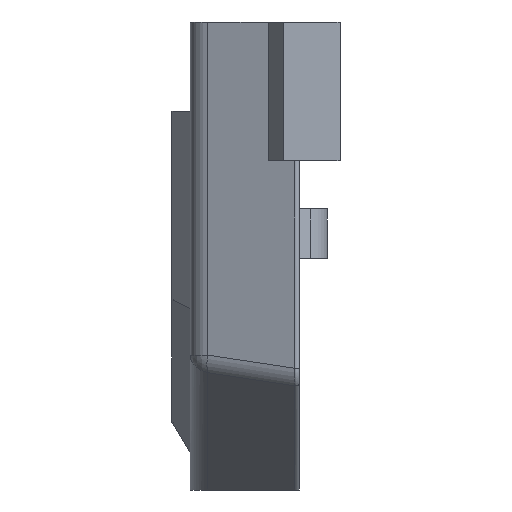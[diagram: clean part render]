
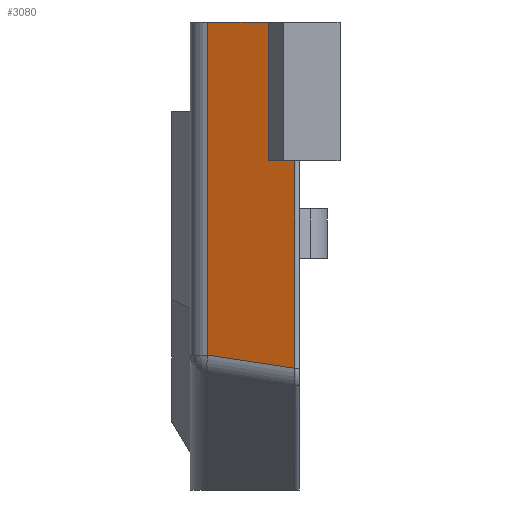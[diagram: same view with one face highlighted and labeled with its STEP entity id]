
A CAD part, left-side view. The second image highlights one B-rep face of the part: STEP entity #3080.
In plain terms, the highlighted planar face has unit normal (-0.94, 0.342, 0).
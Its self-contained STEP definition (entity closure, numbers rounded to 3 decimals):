
#111 = PLANE('',#112);
#112 = AXIS2_PLACEMENT_3D('',#113,#114,#115);
#113 = CARTESIAN_POINT('',(-6.983,24.499,
    0.));
#114 = DIRECTION('',(0.,0.,1.));
#115 = DIRECTION('',(0.,1.,0.));
#2649 = PLANE('',#2650);
#2650 = AXIS2_PLACEMENT_3D('',#2651,#2652,#2653);
#2651 = CARTESIAN_POINT('',(-87.512,10.259,0.));
#2652 = DIRECTION('',(-0.559,0.829,0.));
#2653 = DIRECTION('',(-0.829,-0.559,0.));
#2677 = PLANE('',#2678);
#2678 = AXIS2_PLACEMENT_3D('',#2679,#2680,#2681);
#2679 = CARTESIAN_POINT('',(-91.972,-1.155,-42.));
#2680 = DIRECTION('',(0.,0.,1.));
#2681 = DIRECTION('',(1.,0.,0.));
#2742 = VERTEX_POINT('',#2743);
#2743 = CARTESIAN_POINT('',(-88.09,9.869,
    0.));
#2764 = EDGE_CURVE('',#2765,#2742,#2767,.T.);
#2765 = VERTEX_POINT('',#2766);
#2766 = CARTESIAN_POINT('',(-88.09,9.869,-42.));
#2767 = SURFACE_CURVE('',#2768,(#2772,#2778),.PCURVE_S1.);
#2768 = LINE('',#2769,#2770);
#2769 = CARTESIAN_POINT('',(-88.09,9.869,
    0.));
#2770 = VECTOR('',#2771,1.);
#2771 = DIRECTION('',(0.,0.,1.));
#2772 = PCURVE('',#2649,#2773);
#2773 = DEFINITIONAL_REPRESENTATION('',(#2774),#2777);
#2774 = B_SPLINE_CURVE_WITH_KNOTS('',1,(#2775,#2776),.UNSPECIFIED.,.F.,
  .F.,(2,2),(-46.2,4.2),.PIECEWISE_BEZIER_KNOTS.);
#2775 = CARTESIAN_POINT('',(0.697,-46.2));
#2776 = CARTESIAN_POINT('',(0.697,4.2));
#2777 = ( GEOMETRIC_REPRESENTATION_CONTEXT(2) 
PARAMETRIC_REPRESENTATION_CONTEXT() REPRESENTATION_CONTEXT('2D SPACE',''
  ) );
#2778 = PCURVE('',#2779,#2784);
#2779 = PLANE('',#2780);
#2780 = AXIS2_PLACEMENT_3D('',#2781,#2782,#2783);
#2781 = CARTESIAN_POINT('',(-91.5,0.5,0.));
#2782 = DIRECTION('',(-0.94,0.342,0.)
  );
#2783 = DIRECTION('',(0.,0.,-1.));
#2784 = DEFINITIONAL_REPRESENTATION('',(#2785),#2788);
#2785 = B_SPLINE_CURVE_WITH_KNOTS('',1,(#2786,#2787),.UNSPECIFIED.,.F.,
  .F.,(2,2),(-46.2,4.2),.PIECEWISE_BEZIER_KNOTS.);
#2786 = CARTESIAN_POINT('',(46.2,-9.971));
#2787 = CARTESIAN_POINT('',(-4.2,-9.971));
#2788 = ( GEOMETRIC_REPRESENTATION_CONTEXT(2) 
PARAMETRIC_REPRESENTATION_CONTEXT() REPRESENTATION_CONTEXT('2D SPACE',''
  ) );
#2891 = EDGE_CURVE('',#2765,#2892,#2894,.T.);
#2892 = VERTEX_POINT('',#2893);
#2893 = CARTESIAN_POINT('',(-91.012,1.842,-42.));
#2894 = SURFACE_CURVE('',#2895,(#2899,#2905),.PCURVE_S1.);
#2895 = LINE('',#2896,#2897);
#2896 = CARTESIAN_POINT('',(-91.794,-0.307,-42.));
#2897 = VECTOR('',#2898,1.);
#2898 = DIRECTION('',(-0.342,-0.94,0.));
#2899 = PCURVE('',#2677,#2900);
#2900 = DEFINITIONAL_REPRESENTATION('',(#2901),#2904);
#2901 = B_SPLINE_CURVE_WITH_KNOTS('',1,(#2902,#2903),.UNSPECIFIED.,.F.,
  .F.,(2,2),(-13.591,0.522),.PIECEWISE_BEZIER_KNOTS.);
#2902 = CARTESIAN_POINT('',(4.827,13.62));
#2903 = CARTESIAN_POINT('',(0.,0.358));
#2904 = ( GEOMETRIC_REPRESENTATION_CONTEXT(2) 
PARAMETRIC_REPRESENTATION_CONTEXT() REPRESENTATION_CONTEXT('2D SPACE',''
  ) );
#2905 = PCURVE('',#2779,#2906);
#2906 = DEFINITIONAL_REPRESENTATION('',(#2907),#2910);
#2907 = B_SPLINE_CURVE_WITH_KNOTS('',1,(#2908,#2909),.UNSPECIFIED.,.F.,
  .F.,(2,2),(-13.591,0.522),.PIECEWISE_BEZIER_KNOTS.);
#2908 = CARTESIAN_POINT('',(42.,-12.733));
#2909 = CARTESIAN_POINT('',(42.,1.381));
#2910 = ( GEOMETRIC_REPRESENTATION_CONTEXT(2) 
PARAMETRIC_REPRESENTATION_CONTEXT() REPRESENTATION_CONTEXT('2D SPACE',''
  ) );
#3069 = CYLINDRICAL_SURFACE('',#3070,1.);
#3070 = AXIS2_PLACEMENT_3D('',#3071,#3072,#3073);
#3071 = CARTESIAN_POINT('',(-90.072,1.5,0.));
#3072 = DIRECTION('',(0.,0.,-1.));
#3073 = DIRECTION('',(0.,-1.,0.));
#3080 = ADVANCED_FACE('',(#3081),#2779,.T.);
#3081 = FACE_BOUND('',#3082,.T.);
#3082 = EDGE_LOOP('',(#3083,#3084,#3107,#3135,#3163,#3184));
#3083 = ORIENTED_EDGE('',*,*,#2764,.T.);
#3084 = ORIENTED_EDGE('',*,*,#3085,.T.);
#3085 = EDGE_CURVE('',#2742,#3086,#3088,.T.);
#3086 = VERTEX_POINT('',#3087);
#3087 = CARTESIAN_POINT('',(-81.405,28.236,
    0.));
#3088 = SURFACE_CURVE('',#3089,(#3093,#3100),.PCURVE_S1.);
#3089 = LINE('',#3090,#3091);
#3090 = CARTESIAN_POINT('',(-86.148,15.204,
    0.));
#3091 = VECTOR('',#3092,1.);
#3092 = DIRECTION('',(0.342,0.94,0.)
  );
#3093 = PCURVE('',#2779,#3094);
#3094 = DEFINITIONAL_REPRESENTATION('',(#3095),#3099);
#3095 = LINE('',#3096,#3097);
#3096 = CARTESIAN_POINT('',(0.,-15.647));
#3097 = VECTOR('',#3098,1.);
#3098 = DIRECTION('',(0.,-1.));
#3099 = ( GEOMETRIC_REPRESENTATION_CONTEXT(2) 
PARAMETRIC_REPRESENTATION_CONTEXT() REPRESENTATION_CONTEXT('2D SPACE',''
  ) );
#3100 = PCURVE('',#111,#3101);
#3101 = DEFINITIONAL_REPRESENTATION('',(#3102),#3106);
#3102 = LINE('',#3103,#3104);
#3103 = CARTESIAN_POINT('',(-9.295,79.165));
#3104 = VECTOR('',#3105,1.);
#3105 = DIRECTION('',(0.94,-0.342));
#3106 = ( GEOMETRIC_REPRESENTATION_CONTEXT(2) 
PARAMETRIC_REPRESENTATION_CONTEXT() REPRESENTATION_CONTEXT('2D SPACE',''
  ) );
#3107 = ORIENTED_EDGE('',*,*,#3108,.T.);
#3108 = EDGE_CURVE('',#3086,#3109,#3111,.T.);
#3109 = VERTEX_POINT('',#3110);
#3110 = CARTESIAN_POINT('',(-81.405,28.236,
    -100.705));
#3111 = SURFACE_CURVE('',#3112,(#3116,#3123),.PCURVE_S1.);
#3112 = LINE('',#3113,#3114);
#3113 = CARTESIAN_POINT('',(-81.405,28.236,
    0.));
#3114 = VECTOR('',#3115,1.);
#3115 = DIRECTION('',(0.,0.,-1.));
#3116 = PCURVE('',#2779,#3117);
#3117 = DEFINITIONAL_REPRESENTATION('',(#3118),#3122);
#3118 = LINE('',#3119,#3120);
#3119 = CARTESIAN_POINT('',(0.,-29.516));
#3120 = VECTOR('',#3121,1.);
#3121 = DIRECTION('',(1.,0.));
#3122 = ( GEOMETRIC_REPRESENTATION_CONTEXT(2) 
PARAMETRIC_REPRESENTATION_CONTEXT() REPRESENTATION_CONTEXT('2D SPACE',''
  ) );
#3123 = PCURVE('',#3124,#3129);
#3124 = CYLINDRICAL_SURFACE('',#3125,8.);
#3125 = AXIS2_PLACEMENT_3D('',#3126,#3127,#3128);
#3126 = CARTESIAN_POINT('',(-73.887,25.5,0.));
#3127 = DIRECTION('',(0.,0.,-1.));
#3128 = DIRECTION('',(-0.94,0.342,0.)
  );
#3129 = DEFINITIONAL_REPRESENTATION('',(#3130),#3134);
#3130 = LINE('',#3131,#3132);
#3131 = CARTESIAN_POINT('',(0.,0.));
#3132 = VECTOR('',#3133,1.);
#3133 = DIRECTION('',(0.,1.));
#3134 = ( GEOMETRIC_REPRESENTATION_CONTEXT(2) 
PARAMETRIC_REPRESENTATION_CONTEXT() REPRESENTATION_CONTEXT('2D SPACE',''
  ) );
#3135 = ORIENTED_EDGE('',*,*,#3136,.F.);
#3136 = EDGE_CURVE('',#3137,#3109,#3139,.T.);
#3137 = VERTEX_POINT('',#3138);
#3138 = CARTESIAN_POINT('',(-91.012,1.842,
    -104.684));
#3139 = SURFACE_CURVE('',#3140,(#3144,#3151),.PCURVE_S1.);
#3140 = LINE('',#3141,#3142);
#3141 = CARTESIAN_POINT('',(-91.648,0.094,
    -104.947));
#3142 = VECTOR('',#3143,1.);
#3143 = DIRECTION('',(0.339,0.93,0.14));
#3144 = PCURVE('',#2779,#3145);
#3145 = DEFINITIONAL_REPRESENTATION('',(#3146),#3150);
#3146 = LINE('',#3147,#3148);
#3147 = CARTESIAN_POINT('',(104.947,0.432));
#3148 = VECTOR('',#3149,1.);
#3149 = DIRECTION('',(-0.14,-0.99));
#3150 = ( GEOMETRIC_REPRESENTATION_CONTEXT(2) 
PARAMETRIC_REPRESENTATION_CONTEXT() REPRESENTATION_CONTEXT('2D SPACE',''
  ) );
#3151 = PCURVE('',#3152,#3157);
#3152 = CYLINDRICAL_SURFACE('',#3153,8.);
#3153 = AXIS2_PLACEMENT_3D('',#3154,#3155,#3156);
#3154 = CARTESIAN_POINT('',(-84.13,-2.643,
    -104.947));
#3155 = DIRECTION('',(0.339,0.93,0.14));
#3156 = DIRECTION('',(-0.94,0.342,0.)
  );
#3157 = DEFINITIONAL_REPRESENTATION('',(#3158),#3162);
#3158 = LINE('',#3159,#3160);
#3159 = CARTESIAN_POINT('',(-0.,0.));
#3160 = VECTOR('',#3161,1.);
#3161 = DIRECTION('',(-0.,1.));
#3162 = ( GEOMETRIC_REPRESENTATION_CONTEXT(2) 
PARAMETRIC_REPRESENTATION_CONTEXT() REPRESENTATION_CONTEXT('2D SPACE',''
  ) );
#3163 = ORIENTED_EDGE('',*,*,#3164,.F.);
#3164 = EDGE_CURVE('',#2892,#3137,#3165,.T.);
#3165 = SURFACE_CURVE('',#3166,(#3170,#3177),.PCURVE_S1.);
#3166 = LINE('',#3167,#3168);
#3167 = CARTESIAN_POINT('',(-91.012,1.842,
    0.));
#3168 = VECTOR('',#3169,1.);
#3169 = DIRECTION('',(0.,0.,-1.));
#3170 = PCURVE('',#2779,#3171);
#3171 = DEFINITIONAL_REPRESENTATION('',(#3172),#3176);
#3172 = LINE('',#3173,#3174);
#3173 = CARTESIAN_POINT('',(0.,-1.428));
#3174 = VECTOR('',#3175,1.);
#3175 = DIRECTION('',(1.,0.));
#3176 = ( GEOMETRIC_REPRESENTATION_CONTEXT(2) 
PARAMETRIC_REPRESENTATION_CONTEXT() REPRESENTATION_CONTEXT('2D SPACE',''
  ) );
#3177 = PCURVE('',#3069,#3178);
#3178 = DEFINITIONAL_REPRESENTATION('',(#3179),#3183);
#3179 = LINE('',#3180,#3181);
#3180 = CARTESIAN_POINT('',(1.92,0.));
#3181 = VECTOR('',#3182,1.);
#3182 = DIRECTION('',(0.,1.));
#3183 = ( GEOMETRIC_REPRESENTATION_CONTEXT(2) 
PARAMETRIC_REPRESENTATION_CONTEXT() REPRESENTATION_CONTEXT('2D SPACE',''
  ) );
#3184 = ORIENTED_EDGE('',*,*,#2891,.F.);
